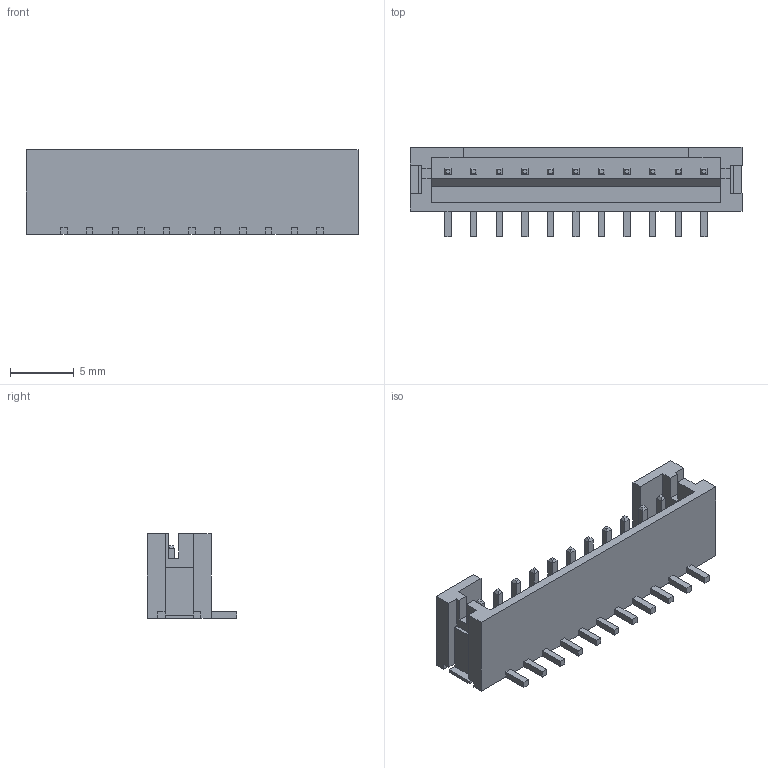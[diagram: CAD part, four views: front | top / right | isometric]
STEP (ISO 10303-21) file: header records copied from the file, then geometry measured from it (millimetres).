
FILE_DESCRIPTION((' '),'2;1');
FILE_NAME( 'B11B-PH-SM4-TB.stp', '2022-09-02T12:22:10', (' '), ('--- Datakit www.datakit.com---'), ' Datakit CrossCadWare V2022.3 Jun 15 2022', 'DATAKIT 2022 (c)', ' ');
FILE_SCHEMA(('AP242_MANAGED_MODEL_BASED_3D_ENGINEERING_MIM_LF { 1 0 10303 442 1 1 4 }'));
Length unit declared in the file: millimetre
Products named in the file (1): B11B-PH-SM4-TB
Bounding box: 25.95 x 7 x 6.6 mm (x, y, z)
Volume: 419 mm3; surface area: 909.4 mm2
Topology: 1 solids, 1 shells, 201 faces, 514 edges, 326 vertices
Faces by surface type: plane 201
Entity records: 6131 total; most frequent: CARTESIAN_POINT 1042, ORIENTED_EDGE 1028, DIRECTION 918, VECTOR 514, LINE 514, EDGE_CURVE 514, VERTEX_POINT 326, EDGE_LOOP 212
